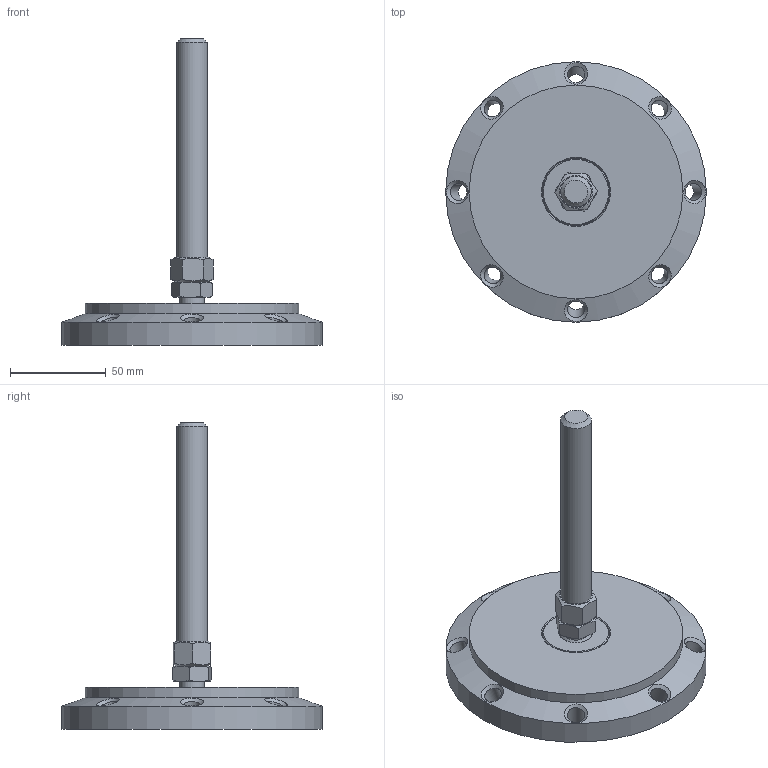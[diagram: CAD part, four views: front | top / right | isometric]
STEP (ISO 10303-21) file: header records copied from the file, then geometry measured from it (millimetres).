
FILE_DESCRIPTION(/* description */ ('GK Stellf. Stahl verz. D 136'),/* implementation_level */ '2;1');
FILE_NAME(/* name */ 'SF0918V.stp',/* time_stamp */ '2015-12-23T10:35:35+01:00',/* author */ ('Marina Kaa'),/* organization */ (''),/* preprocessor_version */ 'ST-DEVELOPER v15.6',/* originating_system */ 'Autodesk Inventor 2015',/* authorisation */ '');
FILE_SCHEMA (('AUTOMOTIVE_DESIGN { 1 0 10303 214 3 1 1 }'));
Length unit declared in the file: millimetre
Products named in the file (5): ME9603121_A; ME1501010_A; ME14161541230_A; ME1700016_A; SF0918V_A
Bounding box: 136 x 136 x 160.03 mm (x, y, z)
Volume: 304617.7 mm3; surface area: 55199.4 mm2
Topology: 4 solids, 4 shells, 78 faces, 179 edges, 113 vertices
Faces by surface type: plane 25, cone 24, cylinder 19, bspline 8, sphere 2
Full cylindrical faces by diameter (mm): 9 x8, 13 x1, 13.835 x1, 16 x1, 16.95 x1, 35 x4, 36 x1, 111.5 x1, 136 x1
Entity records: 3210 total; most frequent: CARTESIAN_POINT 1613, DIRECTION 288, ORIENTED_EDGE 274, EDGE_CURVE 137, EDGE_LOOP 134, AXIS2_PLACEMENT_3D 132, VERTEX_POINT 105, ADVANCED_FACE 78
